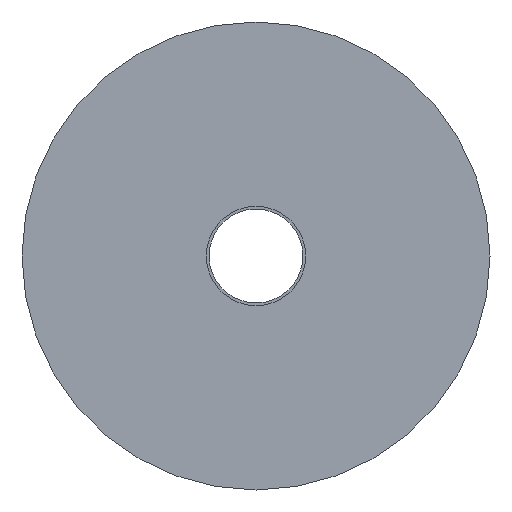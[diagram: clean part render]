
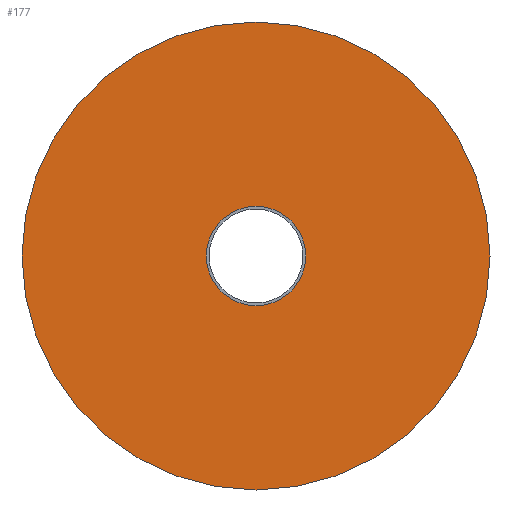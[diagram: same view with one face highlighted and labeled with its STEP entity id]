
A CAD part, front view. The second image highlights one B-rep face of the part: STEP entity #177.
In plain terms, the highlighted planar face has unit normal (0, -1, 0).
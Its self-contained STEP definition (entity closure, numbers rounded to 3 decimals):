
#43 = AXIS2_PLACEMENT_3D ( 'NONE', #719, #682, #681 ) ;
#49 = AXIS2_PLACEMENT_3D ( 'NONE', #841, #840, #839 ) ;
#52 = CIRCLE ( 'NONE', #96, 12.475 ) ;
#63 = CIRCLE ( 'NONE', #72, 2.65 ) ;
#72 = AXIS2_PLACEMENT_3D ( 'NONE', #826, #825, #823 ) ;
#74 = CIRCLE ( 'NONE', #76, 12.475 ) ;
#76 = AXIS2_PLACEMENT_3D ( 'NONE', #793, #790, #789 ) ;
#90 = CIRCLE ( 'NONE', #49, 2.65 ) ;
#96 = AXIS2_PLACEMENT_3D ( 'NONE', #739, #738, #737 ) ;
#146 = EDGE_CURVE ( 'NONE', #951, #952, #90, .T. ) ;
#149 = EDGE_CURVE ( 'NONE', #952, #951, #63, .T. ) ;
#156 = EDGE_CURVE ( 'NONE', #954, #953, #74, .T. ) ;
#167 = EDGE_CURVE ( 'NONE', #953, #954, #52, .T. ) ;
#177 = ADVANCED_FACE ( 'NONE', ( #685, #696 ), #684, .F. ) ;
#313 = ORIENTED_EDGE ( 'NONE', *, *, #149, .T. ) ;
#432 = ORIENTED_EDGE ( 'NONE', *, *, #156, .F. ) ;
#494 = ORIENTED_EDGE ( 'NONE', *, *, #146, .T. ) ;
#518 = CARTESIAN_POINT ( 'NONE',  ( 1.949, -4.953, 11.415 ) ) ;
#520 = CARTESIAN_POINT ( 'NONE',  ( 1.949, -4.953, -13.535 ) ) ;
#521 = CARTESIAN_POINT ( 'NONE',  ( 1.949, -4.953, -3.71 ) ) ;
#522 = CARTESIAN_POINT ( 'NONE',  ( 1.949, -4.953, 1.59 ) ) ;
#646 = EDGE_LOOP ( 'NONE', ( #989, #432 ) ) ;
#652 = EDGE_LOOP ( 'NONE', ( #313, #494 ) ) ;
#681 = DIRECTION ( 'NONE',  ( 0., 0., 1. ) ) ;
#682 = DIRECTION ( 'NONE',  ( 0., 1., 0. ) ) ;
#684 = PLANE ( 'NONE',  #43 ) ;
#685 = FACE_OUTER_BOUND ( 'NONE', #646, .T. ) ;
#696 = FACE_BOUND ( 'NONE', #652, .T. ) ;
#719 = CARTESIAN_POINT ( 'NONE',  ( 1.949, -4.953, -1.06 ) ) ;
#737 = DIRECTION ( 'NONE',  ( 0., 0., 1. ) ) ;
#738 = DIRECTION ( 'NONE',  ( 0., 1., 0. ) ) ;
#739 = CARTESIAN_POINT ( 'NONE',  ( 1.949, -4.953, -1.06 ) ) ;
#789 = DIRECTION ( 'NONE',  ( 0., 0., 1. ) ) ;
#790 = DIRECTION ( 'NONE',  ( 0., 1., 0. ) ) ;
#793 = CARTESIAN_POINT ( 'NONE',  ( 1.949, -4.953, -1.06 ) ) ;
#823 = DIRECTION ( 'NONE',  ( 0., 0., 1. ) ) ;
#825 = DIRECTION ( 'NONE',  ( 0., 1., 0. ) ) ;
#826 = CARTESIAN_POINT ( 'NONE',  ( 1.949, -4.953, -1.06 ) ) ;
#839 = DIRECTION ( 'NONE',  ( 0., 0., 1. ) ) ;
#840 = DIRECTION ( 'NONE',  ( 0., 1., 0. ) ) ;
#841 = CARTESIAN_POINT ( 'NONE',  ( 1.949, -4.953, -1.06 ) ) ;
#951 = VERTEX_POINT ( 'NONE', #522 ) ;
#952 = VERTEX_POINT ( 'NONE', #521 ) ;
#953 = VERTEX_POINT ( 'NONE', #520 ) ;
#954 = VERTEX_POINT ( 'NONE', #518 ) ;
#989 = ORIENTED_EDGE ( 'NONE', *, *, #167, .F. ) ;
